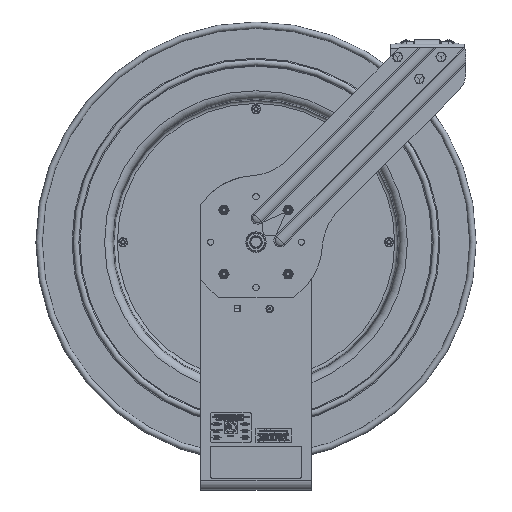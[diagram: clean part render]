
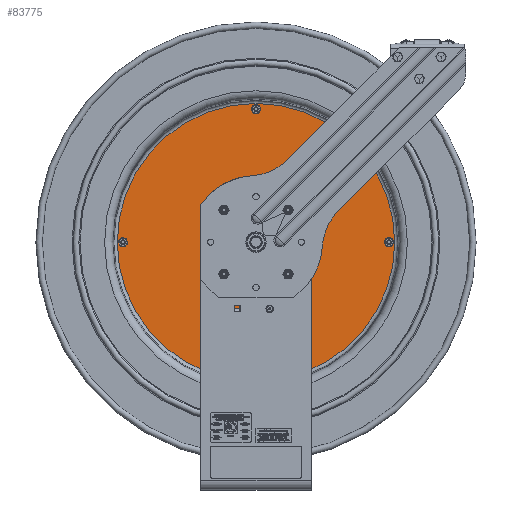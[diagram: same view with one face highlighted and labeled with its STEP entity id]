
A CAD part, top view. The second image highlights one B-rep face of the part: STEP entity #83775.
In plain terms, the highlighted planar face has unit normal (0, 0, 1).
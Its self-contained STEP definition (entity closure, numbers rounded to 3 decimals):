
#5118=FACE_BOUND('',#13050,.T.);
#5119=FACE_BOUND('',#13051,.T.);
#5120=FACE_BOUND('',#13052,.T.);
#5121=FACE_BOUND('',#13053,.T.);
#5122=FACE_BOUND('',#13054,.T.);
#5123=FACE_BOUND('',#13055,.T.);
#5124=FACE_BOUND('',#13056,.T.);
#5125=FACE_BOUND('',#13057,.T.);
#6833=PLANE('',#87976);
#9557=FACE_OUTER_BOUND('',#13049,.T.);
#13049=EDGE_LOOP('',(#76195,#76196));
#13050=EDGE_LOOP('',(#76197));
#13051=EDGE_LOOP('',(#76198,#76199,#76200,#76201));
#13052=EDGE_LOOP('',(#76202,#76203,#76204,#76205));
#13053=EDGE_LOOP('',(#76206,#76207,#76208,#76209));
#13054=EDGE_LOOP('',(#76210));
#13055=EDGE_LOOP('',(#76211));
#13056=EDGE_LOOP('',(#76212));
#13057=EDGE_LOOP('',(#76213));
#21626=LINE('',#149509,#30244);
#21627=LINE('',#149511,#30245);
#21628=LINE('',#149513,#30246);
#21629=LINE('',#149514,#30247);
#21630=LINE('',#149517,#30248);
#21631=LINE('',#149519,#30249);
#21632=LINE('',#149521,#30250);
#21633=LINE('',#149522,#30251);
#21634=LINE('',#149525,#30252);
#21635=LINE('',#149527,#30253);
#21636=LINE('',#149529,#30254);
#21637=LINE('',#149530,#30255);
#30244=VECTOR('',#103941,0.394);
#30245=VECTOR('',#103942,0.394);
#30246=VECTOR('',#103943,0.394);
#30247=VECTOR('',#103944,0.394);
#30248=VECTOR('',#103945,0.394);
#30249=VECTOR('',#103946,0.394);
#30250=VECTOR('',#103947,0.394);
#30251=VECTOR('',#103948,0.394);
#30252=VECTOR('',#103949,0.394);
#30253=VECTOR('',#103950,0.394);
#30254=VECTOR('',#103951,0.394);
#30255=VECTOR('',#103952,0.394);
#31899=CIRCLE('',#87977,7.564);
#31900=CIRCLE('',#87978,7.564);
#31901=CIRCLE('',#87979,0.94);
#31902=CIRCLE('',#87980,0.155);
#31903=CIRCLE('',#87981,0.155);
#31904=CIRCLE('',#87982,0.155);
#31905=CIRCLE('',#87983,0.155);
#42850=VERTEX_POINT('',#149501);
#42851=VERTEX_POINT('',#149502);
#42852=VERTEX_POINT('',#149505);
#42853=VERTEX_POINT('',#149507);
#42854=VERTEX_POINT('',#149508);
#42855=VERTEX_POINT('',#149510);
#42856=VERTEX_POINT('',#149512);
#42857=VERTEX_POINT('',#149515);
#42858=VERTEX_POINT('',#149516);
#42859=VERTEX_POINT('',#149518);
#42860=VERTEX_POINT('',#149520);
#42861=VERTEX_POINT('',#149523);
#42862=VERTEX_POINT('',#149524);
#42863=VERTEX_POINT('',#149526);
#42864=VERTEX_POINT('',#149528);
#42865=VERTEX_POINT('',#149531);
#42866=VERTEX_POINT('',#149533);
#42867=VERTEX_POINT('',#149535);
#42868=VERTEX_POINT('',#149537);
#56868=EDGE_CURVE('',#42850,#42851,#31899,.T.);
#56869=EDGE_CURVE('',#42851,#42850,#31900,.T.);
#56870=EDGE_CURVE('',#42852,#42852,#31901,.T.);
#56871=EDGE_CURVE('',#42853,#42854,#21626,.T.);
#56872=EDGE_CURVE('',#42854,#42855,#21627,.T.);
#56873=EDGE_CURVE('',#42855,#42856,#21628,.T.);
#56874=EDGE_CURVE('',#42856,#42853,#21629,.T.);
#56875=EDGE_CURVE('',#42857,#42858,#21630,.T.);
#56876=EDGE_CURVE('',#42858,#42859,#21631,.T.);
#56877=EDGE_CURVE('',#42859,#42860,#21632,.T.);
#56878=EDGE_CURVE('',#42860,#42857,#21633,.T.);
#56879=EDGE_CURVE('',#42861,#42862,#21634,.T.);
#56880=EDGE_CURVE('',#42862,#42863,#21635,.T.);
#56881=EDGE_CURVE('',#42863,#42864,#21636,.T.);
#56882=EDGE_CURVE('',#42864,#42861,#21637,.T.);
#56883=EDGE_CURVE('',#42865,#42865,#31902,.T.);
#56884=EDGE_CURVE('',#42866,#42866,#31903,.T.);
#56885=EDGE_CURVE('',#42867,#42867,#31904,.T.);
#56886=EDGE_CURVE('',#42868,#42868,#31905,.T.);
#76195=ORIENTED_EDGE('',*,*,#56868,.F.);
#76196=ORIENTED_EDGE('',*,*,#56869,.F.);
#76197=ORIENTED_EDGE('',*,*,#56870,.T.);
#76198=ORIENTED_EDGE('',*,*,#56871,.T.);
#76199=ORIENTED_EDGE('',*,*,#56872,.T.);
#76200=ORIENTED_EDGE('',*,*,#56873,.T.);
#76201=ORIENTED_EDGE('',*,*,#56874,.T.);
#76202=ORIENTED_EDGE('',*,*,#56875,.T.);
#76203=ORIENTED_EDGE('',*,*,#56876,.T.);
#76204=ORIENTED_EDGE('',*,*,#56877,.T.);
#76205=ORIENTED_EDGE('',*,*,#56878,.T.);
#76206=ORIENTED_EDGE('',*,*,#56879,.T.);
#76207=ORIENTED_EDGE('',*,*,#56880,.T.);
#76208=ORIENTED_EDGE('',*,*,#56881,.T.);
#76209=ORIENTED_EDGE('',*,*,#56882,.T.);
#76210=ORIENTED_EDGE('',*,*,#56883,.T.);
#76211=ORIENTED_EDGE('',*,*,#56884,.T.);
#76212=ORIENTED_EDGE('',*,*,#56885,.T.);
#76213=ORIENTED_EDGE('',*,*,#56886,.T.);
#83775=ADVANCED_FACE('',(#9557,#5118,#5119,#5120,#5121,#5122,#5123,#5124,
#5125),#6833,.T.);
#87976=AXIS2_PLACEMENT_3D('',#149500,#103933,#103934);
#87977=AXIS2_PLACEMENT_3D('',#149503,#103935,#103936);
#87978=AXIS2_PLACEMENT_3D('',#149504,#103937,#103938);
#87979=AXIS2_PLACEMENT_3D('',#149506,#103939,#103940);
#87980=AXIS2_PLACEMENT_3D('',#149532,#103953,#103954);
#87981=AXIS2_PLACEMENT_3D('',#149534,#103955,#103956);
#87982=AXIS2_PLACEMENT_3D('',#149536,#103957,#103958);
#87983=AXIS2_PLACEMENT_3D('',#149538,#103959,#103960);
#103933=DIRECTION('center_axis',(0.,0.,1.));
#103934=DIRECTION('ref_axis',(0.,1.,0.));
#103935=DIRECTION('center_axis',(0.,0.,-1.));
#103936=DIRECTION('ref_axis',(-1.,0.,0.));
#103937=DIRECTION('center_axis',(0.,0.,-1.));
#103938=DIRECTION('ref_axis',(-1.,0.,0.));
#103939=DIRECTION('center_axis',(0.,0.,-1.));
#103940=DIRECTION('ref_axis',(1.,0.,0.));
#103941=DIRECTION('',(0.,1.,0.));
#103942=DIRECTION('',(1.,0.,0.));
#103943=DIRECTION('',(0.,-1.,0.));
#103944=DIRECTION('',(-1.,0.,0.));
#103945=DIRECTION('',(-1.,0.,0.));
#103946=DIRECTION('',(0.,1.,0.));
#103947=DIRECTION('',(1.,0.,0.));
#103948=DIRECTION('',(0.,-1.,0.));
#103949=DIRECTION('',(0.,1.,0.));
#103950=DIRECTION('',(1.,0.,0.));
#103951=DIRECTION('',(0.,-1.,0.));
#103952=DIRECTION('',(-1.,0.,0.));
#103953=DIRECTION('center_axis',(0.,0.,-1.));
#103954=DIRECTION('ref_axis',(1.,0.,0.));
#103955=DIRECTION('center_axis',(0.,0.,-1.));
#103956=DIRECTION('ref_axis',(0.,-1.,0.));
#103957=DIRECTION('center_axis',(0.,0.,-1.));
#103958=DIRECTION('ref_axis',(0.,1.,0.));
#103959=DIRECTION('center_axis',(0.,0.,-1.));
#103960=DIRECTION('ref_axis',(-1.,0.,0.));
#149500=CARTESIAN_POINT('Origin',(-3.782,-0.01,
-3.005));
#149501=CARTESIAN_POINT('',(-7.564,-0.01,-3.005));
#149502=CARTESIAN_POINT('',(0.,7.554,-3.005));
#149503=CARTESIAN_POINT('Origin',(0.,-0.01,
-3.005));
#149504=CARTESIAN_POINT('Origin',(0.,-0.01,
-3.005));
#149505=CARTESIAN_POINT('',(-0.94,-0.01,-3.005));
#149506=CARTESIAN_POINT('Origin',(0.,-0.01,
-3.005));
#149507=CARTESIAN_POINT('',(-1.65,-1.019,-3.005));
#149508=CARTESIAN_POINT('',(-1.65,-0.751,-3.005));
#149509=CARTESIAN_POINT('',(-1.65,-0.515,-3.005));
#149510=CARTESIAN_POINT('',(-1.382,-0.751,-3.005));
#149511=CARTESIAN_POINT('',(-2.716,-0.751,-3.005));
#149512=CARTESIAN_POINT('',(-1.382,-1.019,-3.005));
#149513=CARTESIAN_POINT('',(-1.382,-0.381,-3.005));
#149514=CARTESIAN_POINT('',(-2.582,-1.019,-3.005));
#149515=CARTESIAN_POINT('',(0.134,1.606,-3.005));
#149516=CARTESIAN_POINT('',(-0.134,1.606,-3.005));
#149517=CARTESIAN_POINT('',(-1.824,1.606,-3.005));
#149518=CARTESIAN_POINT('',(-0.134,1.874,-3.005));
#149519=CARTESIAN_POINT('',(-0.134,0.798,-3.005));
#149520=CARTESIAN_POINT('',(0.134,1.874,-3.005));
#149521=CARTESIAN_POINT('',(-1.958,1.874,-3.005));
#149522=CARTESIAN_POINT('',(0.134,0.932,-3.005));
#149523=CARTESIAN_POINT('',(1.382,-1.019,-3.005));
#149524=CARTESIAN_POINT('',(1.382,-0.751,-3.005));
#149525=CARTESIAN_POINT('',(1.382,-0.515,-3.005));
#149526=CARTESIAN_POINT('',(1.65,-0.751,-3.005));
#149527=CARTESIAN_POINT('',(-1.2,-0.751,-3.005));
#149528=CARTESIAN_POINT('',(1.65,-1.019,-3.005));
#149529=CARTESIAN_POINT('',(1.65,-0.38,-3.005));
#149530=CARTESIAN_POINT('',(-1.066,-1.019,-3.005));
#149531=CARTESIAN_POINT('',(-0.155,7.24,-3.005));
#149532=CARTESIAN_POINT('Origin',(0.,7.24,-3.005));
#149533=CARTESIAN_POINT('',(7.25,0.145,-3.005));
#149534=CARTESIAN_POINT('Origin',(7.25,-0.01,-3.005));
#149535=CARTESIAN_POINT('',(-7.25,-0.165,-3.005));
#149536=CARTESIAN_POINT('Origin',(-7.25,-0.01,-3.005));
#149537=CARTESIAN_POINT('',(0.155,-7.26,-3.005));
#149538=CARTESIAN_POINT('Origin',(0.,-7.26,-3.005));
